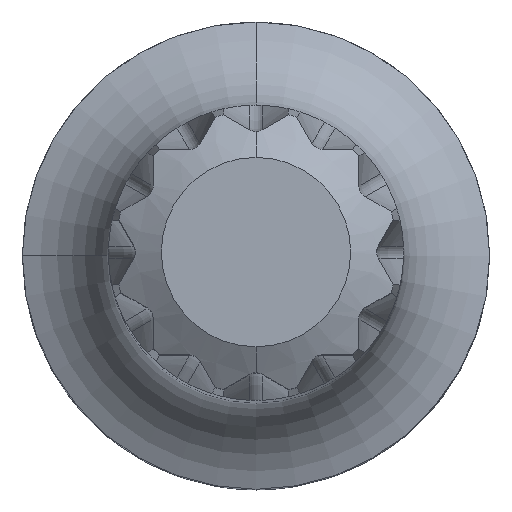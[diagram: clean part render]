
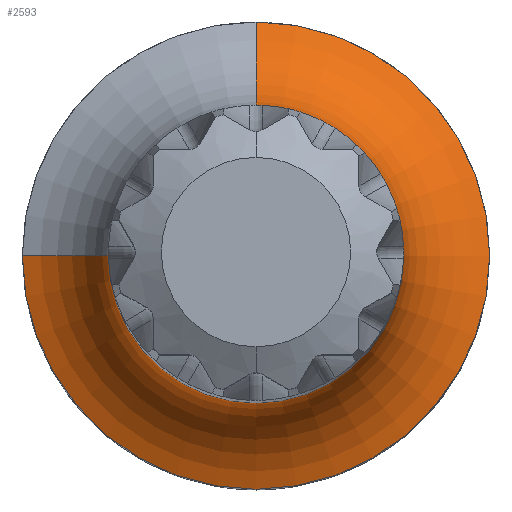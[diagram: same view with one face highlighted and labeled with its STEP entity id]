
A CAD part, top view. The second image highlights one B-rep face of the part: STEP entity #2593.
In plain terms, the highlighted toroidal (fillet/blend) face has major radius 11 mm and minor radius 5 mm.
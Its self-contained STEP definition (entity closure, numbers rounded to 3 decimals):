
#167=CARTESIAN_POINT('',(0.,0.,17.));
#168=DIRECTION('',(0.,0.,1.));
#169=DIRECTION('',(1.,0.,0.));
#170=AXIS2_PLACEMENT_3D('',#167,#168,#169);
#368=CARTESIAN_POINT('',(0.,0.,21.77));
#369=DIRECTION('',(0.,0.,1.));
#370=DIRECTION('',(0.,-1.,0.));
#371=AXIS2_PLACEMENT_3D('',#368,#369,#370);
#373=CARTESIAN_POINT('',(0.,0.,17.));
#374=DIRECTION('',(0.,0.,-1.));
#375=DIRECTION('',(1.,0.,0.));
#376=AXIS2_PLACEMENT_3D('',#373,#374,#375);
#378=CARTESIAN_POINT('',(-11.,0.,21.77));
#379=DIRECTION('',(0.,-1.,0.));
#380=DIRECTION('',(0.3,0.,-0.954));
#381=AXIS2_PLACEMENT_3D('',#378,#379,#380);
#1044=CARTESIAN_POINT('',(0.,0.,21.77));
#1045=DIRECTION('',(0.,0.,1.));
#1046=DIRECTION('',(-1.,0.,0.));
#1047=AXIS2_PLACEMENT_3D('',#1044,#1045,#1046);
#1793=CARTESIAN_POINT('',(0.,11.,21.77));
#1794=DIRECTION('',(-1.,0.,0.));
#1795=DIRECTION('',(0.,-0.3,-0.954));
#1796=AXIS2_PLACEMENT_3D('',#1793,#1794,#1795);
#2075=CARTESIAN_POINT('',(9.5,0.,17.));
#2076=CARTESIAN_POINT('',(0.,9.5,17.));
#2077=VERTEX_POINT('',#2075);
#2078=VERTEX_POINT('',#2076);
#2079=CARTESIAN_POINT('',(-9.5,0.,17.));
#2080=VERTEX_POINT('',#2079);
#2081=CARTESIAN_POINT('',(0.,6.,21.77));
#2082=CARTESIAN_POINT('',(-6.,0.,21.77));
#2083=VERTEX_POINT('',#2081);
#2084=VERTEX_POINT('',#2082);
#2085=CARTESIAN_POINT('',(0.,-6.,21.77));
#2086=VERTEX_POINT('',#2085);
#2576=CARTESIAN_POINT('',(0.,0.,21.77));
#2577=DIRECTION('',(0.,0.,1.));
#2578=DIRECTION('',(-0.027,-1.,0.));
#2579=AXIS2_PLACEMENT_3D('',#2576,#2577,#2578);
#2580=TOROIDAL_SURFACE('',#2579,11.,5.);
#2582=ORIENTED_EDGE('',*,*,#2581,.T.);
#2584=ORIENTED_EDGE('',*,*,#2583,.F.);
#2585=ORIENTED_EDGE('',*,*,#2419,.F.);
#2586=ORIENTED_EDGE('',*,*,#2528,.T.);
#2588=ORIENTED_EDGE('',*,*,#2587,.T.);
#2590=ORIENTED_EDGE('',*,*,#2589,.T.);
#2591=EDGE_LOOP('',(#2582,#2584,#2585,#2586,#2588,#2590));
#2592=FACE_OUTER_BOUND('',#2591,.F.);
#2593=ADVANCED_FACE('',(#2592),#2580,.F.);
#171=CIRCLE('',#170,9.5);
#372=CIRCLE('',#371,6.);
#377=CIRCLE('',#376,9.5);
#382=CIRCLE('',#381,5.);
#1048=CIRCLE('',#1047,6.);
#1797=CIRCLE('',#1796,5.);
#2419=EDGE_CURVE('',#2077,#2078,#171,.T.);
#2528=EDGE_CURVE('',#2077,#2080,#377,.T.);
#2581=EDGE_CURVE('',#2086,#2083,#372,.T.);
#2583=EDGE_CURVE('',#2078,#2083,#1797,.T.);
#2587=EDGE_CURVE('',#2080,#2084,#382,.T.);
#2589=EDGE_CURVE('',#2084,#2086,#1048,.T.);
